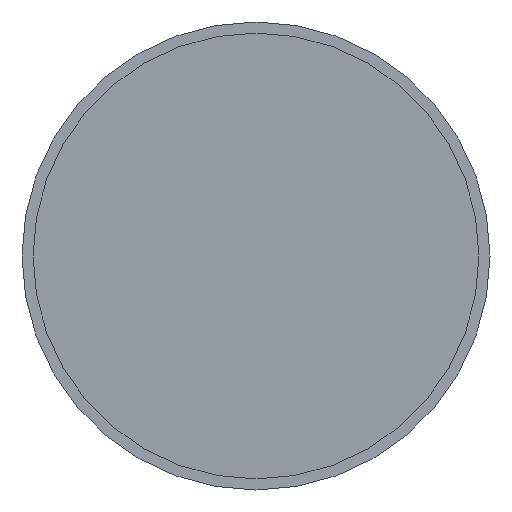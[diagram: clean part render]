
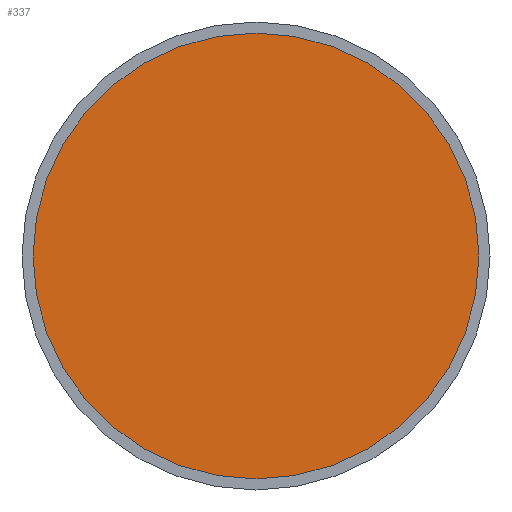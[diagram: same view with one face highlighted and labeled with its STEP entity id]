
A CAD part, front view. The second image highlights one B-rep face of the part: STEP entity #337.
In plain terms, the highlighted planar face has unit normal (0, -1, 0).
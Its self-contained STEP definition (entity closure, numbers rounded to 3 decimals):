
#31=PLANE('',#419);
#48=FACE_OUTER_BOUND('',#68,.T.);
#68=EDGE_LOOP('',(#316,#317));
#123=CIRCLE('',#416,20.005);
#124=CIRCLE('',#417,20.005);
#163=VERTEX_POINT('',#654);
#164=VERTEX_POINT('',#655);
#213=EDGE_CURVE('',#163,#164,#123,.T.);
#214=EDGE_CURVE('',#164,#163,#124,.T.);
#316=ORIENTED_EDGE('',*,*,#213,.T.);
#317=ORIENTED_EDGE('',*,*,#214,.T.);
#337=ADVANCED_FACE('',(#48),#31,.T.);
#416=AXIS2_PLACEMENT_3D('',#656,#544,#545);
#417=AXIS2_PLACEMENT_3D('',#657,#546,#547);
#419=AXIS2_PLACEMENT_3D('',#659,#550,#551);
#544=DIRECTION('center_axis',(0.,-1.,0.));
#545=DIRECTION('ref_axis',(1.,0.,0.));
#546=DIRECTION('center_axis',(0.,-1.,0.));
#547=DIRECTION('ref_axis',(1.,0.,0.));
#550=DIRECTION('center_axis',(0.,-1.,0.));
#551=DIRECTION('ref_axis',(0.,0.,-1.));
#654=CARTESIAN_POINT('',(20.005,0.,0.));
#655=CARTESIAN_POINT('',(0.,0.,20.005));
#656=CARTESIAN_POINT('Origin',(0.,0.,
0.));
#657=CARTESIAN_POINT('Origin',(0.,0.,
0.));
#659=CARTESIAN_POINT('Origin',(10.003,0.,0.));
